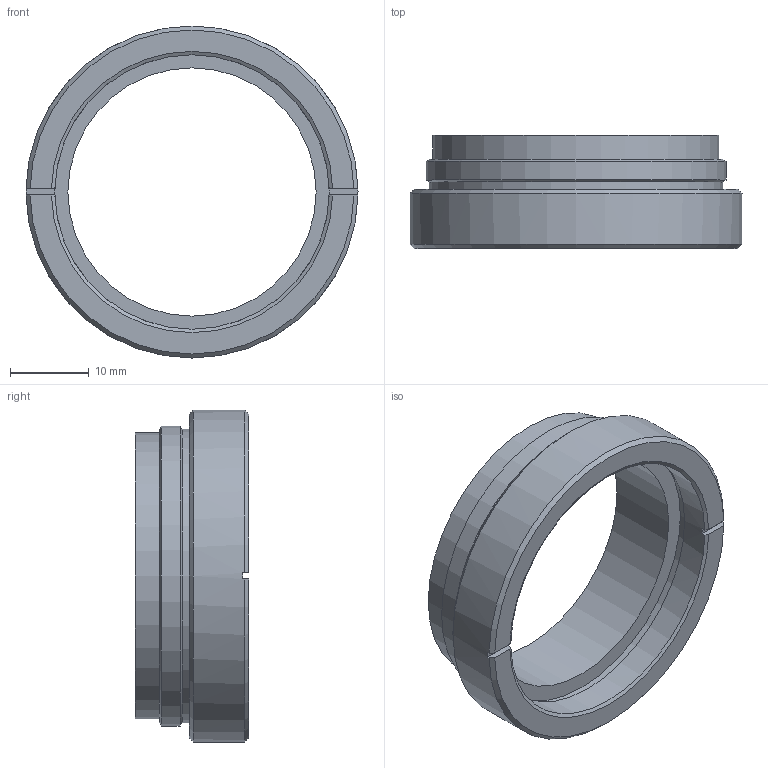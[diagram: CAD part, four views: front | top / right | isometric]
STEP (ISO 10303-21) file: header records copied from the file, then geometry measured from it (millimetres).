
FILE_DESCRIPTION((''),'2;1');
FILE_NAME('64113_0.stp','2012-02-10T11:26:52',('Cannarozzo'),(''),'Autodesk Inventor 2012','Autodesk Inventor 2012','');
FILE_SCHEMA(('AUTOMOTIVE_DESIGN { 1 0 10303 214 1 1 1 1 }'));
Length unit declared in the file: inch
Products named in the file (1): 64113
Bounding box: 42.16 x 14.36 x 42.16 mm (x, y, z)
Volume: 5733.3 mm3; surface area: 4547.1 mm2
Topology: 1 solids, 1 shells, 27 faces, 63 edges, 40 vertices
Faces by surface type: plane 12, cone 8, cylinder 7
Full cylindrical faces by diameter (mm): 31.521 x1, 34.849 x1, 35.708 x1, 36.322 x1, 37.241 x1, 38.1 x1, 42.164 x1
Entity records: 734 total; most frequent: DIRECTION 132, CARTESIAN_POINT 116, ORIENTED_EDGE 100, AXIS2_PLACEMENT_3D 54, EDGE_CURVE 50, EDGE_LOOP 42, VERTEX_POINT 38, FACE_OUTER_BOUND 27
